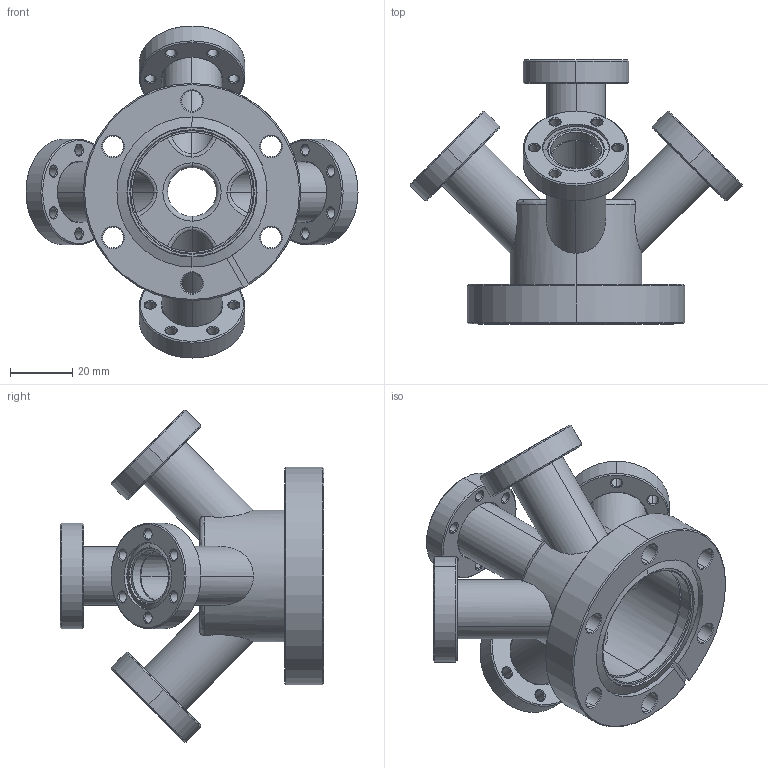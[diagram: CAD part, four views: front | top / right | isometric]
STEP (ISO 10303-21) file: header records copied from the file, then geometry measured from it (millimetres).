
FILE_DESCRIPTION (( 'STEP AP214' ), '1' );
FILE_NAME ('Hositrad_CF35-5CF16.STEP', '2014-03-05T11:36:07', ( '' ), ( '' ), 'SwSTEP 2.0', 'SolidWorks 2014', '' );
FILE_SCHEMA (( 'AUTOMOTIVE_DESIGN' ));
Length unit declared in the file: millimetre
Products named in the file (4): NW16CF-Weld-Tapped; NW35CF-Weld-42.4; Housing CF35-5xCF16; Hositrad_CF35-5CF16
Assembly tree (7 placements, depth 2):
  Hositrad_CF35-5CF16
    Housing CF35-5xCF16
    NW35CF-Weld-42.4
    NW16CF-Weld-Tapped  x5
Bounding box: 106.91 x 85 x 106.91 mm (x, y, z)
Volume: 73059.7 mm3; surface area: 51736.4 mm2
Topology: 7 solids, 7 shells, 404 faces, 929 edges, 548 vertices
Faces by surface type: cone 207, cylinder 144, plane 35, bspline 12, torus 6
Entity records: 7206 total; most frequent: CARTESIAN_POINT 2859, DIRECTION 888, ORIENTED_EDGE 834, EDGE_CURVE 417, AXIS2_PLACEMENT_3D 373, VERTEX_POINT 252, EDGE_LOOP 211, CIRCLE 203
